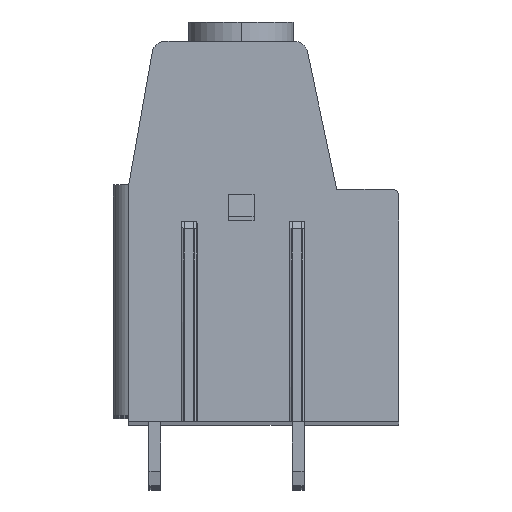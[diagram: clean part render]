
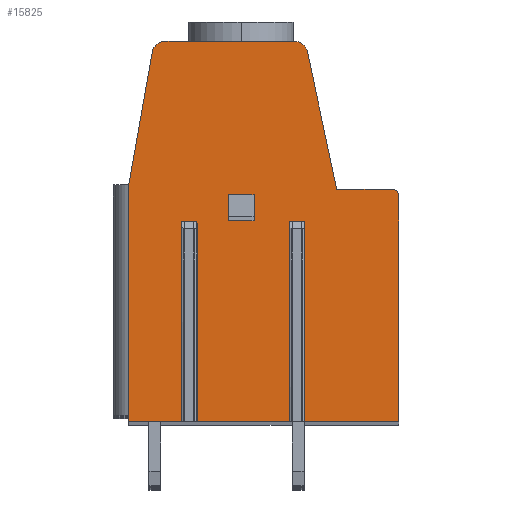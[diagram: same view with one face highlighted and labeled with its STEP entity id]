
A CAD part, top view. The second image highlights one B-rep face of the part: STEP entity #15825.
In plain terms, the highlighted planar face has unit normal (0, 0, 1).
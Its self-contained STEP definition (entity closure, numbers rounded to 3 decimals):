
#3768=DIRECTION('',(0.,1.,0.));
#3769=VECTOR('',#3768,2.);
#3770=CARTESIAN_POINT('',(-0.75,0.85,5.08));
#3771=LINE('',#3770,#3769);
#3772=DIRECTION('',(1.,0.,0.));
#3773=VECTOR('',#3772,2.);
#3774=CARTESIAN_POINT('',(-2.75,2.85,5.08));
#3775=LINE('',#3774,#3773);
#3776=DIRECTION('',(0.,1.,0.));
#3777=VECTOR('',#3776,2.);
#3778=CARTESIAN_POINT('',(-2.75,0.85,5.08));
#3779=LINE('',#3778,#3777);
#3780=DIRECTION('',(1.,0.,0.));
#3781=VECTOR('',#3780,2.);
#3782=CARTESIAN_POINT('',(-2.75,0.85,5.08));
#3783=LINE('',#3782,#3781);
#3784=CARTESIAN_POINT('',(2.386,13.65,5.08));
#3785=DIRECTION('',(0.,0.,1.));
#3786=DIRECTION('',(0.978,0.208,0.));
#3787=AXIS2_PLACEMENT_3D('',#3784,#3785,#3786);
#3789=DIRECTION('',(-0.208,0.978,0.));
#3790=VECTOR('',#3789,10.845);
#3791=CARTESIAN_POINT('',(5.619,3.25,5.08));
#3792=LINE('',#3791,#3790);
#3793=DIRECTION('',(-1.,0.,0.));
#3794=VECTOR('',#3793,4.281);
#3795=CARTESIAN_POINT('',(9.9,3.25,5.08));
#3796=LINE('',#3795,#3794);
#3797=CARTESIAN_POINT('',(9.9,2.75,5.08));
#3798=DIRECTION('',(0.,0.,1.));
#3799=DIRECTION('',(1.,0.,0.));
#3800=AXIS2_PLACEMENT_3D('',#3797,#3798,#3799);
#3802=DIRECTION('',(0.,1.,0.));
#3803=VECTOR('',#3802,17.4);
#3804=CARTESIAN_POINT('',(10.4,-14.65,5.08));
#3805=LINE('',#3804,#3803);
#3806=DIRECTION('',(1.,0.,0.));
#3807=VECTOR('',#3806,7.525);
#3808=CARTESIAN_POINT('',(2.875,-14.65,5.08));
#3809=LINE('',#3808,#3807);
#3810=DIRECTION('',(0.,1.,0.));
#3811=VECTOR('',#3810,15.4);
#3812=CARTESIAN_POINT('',(2.875,-14.65,5.08));
#3813=LINE('',#3812,#3811);
#3814=DIRECTION('',(1.,0.,0.));
#3815=VECTOR('',#3814,0.65);
#3816=CARTESIAN_POINT('',(2.225,0.75,5.08));
#3817=LINE('',#3816,#3815);
#3818=DIRECTION('',(0.,1.,0.));
#3819=VECTOR('',#3818,15.4);
#3820=CARTESIAN_POINT('',(2.225,-14.65,5.08));
#3821=LINE('',#3820,#3819);
#3822=DIRECTION('',(1.,0.,0.));
#3823=VECTOR('',#3822,7.65);
#3824=CARTESIAN_POINT('',(-5.425,-14.65,5.08));
#3825=LINE('',#3824,#3823);
#3826=DIRECTION('',(0.,1.,0.));
#3827=VECTOR('',#3826,15.4);
#3828=CARTESIAN_POINT('',(-5.425,-14.65,5.08));
#3829=LINE('',#3828,#3827);
#3830=DIRECTION('',(1.,0.,0.));
#3831=VECTOR('',#3830,0.65);
#3832=CARTESIAN_POINT('',(-6.075,0.75,5.08));
#3833=LINE('',#3832,#3831);
#3834=DIRECTION('',(0.,1.,0.));
#3835=VECTOR('',#3834,15.4);
#3836=CARTESIAN_POINT('',(-6.075,-14.65,5.08));
#3837=LINE('',#3836,#3835);
#3838=DIRECTION('',(1.,0.,0.));
#3839=VECTOR('',#3838,4.325);
#3840=CARTESIAN_POINT('',(-10.4,-14.65,5.08));
#3841=LINE('',#3840,#3839);
#3842=DIRECTION('',(0.,-1.,0.));
#3843=VECTOR('',#3842,18.25);
#3844=CARTESIAN_POINT('',(-10.4,3.6,5.08));
#3845=LINE('',#3844,#3843);
#3846=DIRECTION('',(-0.174,-0.985,0.));
#3847=VECTOR('',#3846,10.381);
#3848=CARTESIAN_POINT('',(-8.597,13.824,5.08));
#3849=LINE('',#3848,#3847);
#3850=CARTESIAN_POINT('',(-7.612,13.65,5.08));
#3851=DIRECTION('',(0.,0.,1.));
#3852=DIRECTION('',(0.,1.,0.));
#3853=AXIS2_PLACEMENT_3D('',#3850,#3851,#3852);
#3855=DIRECTION('',(-1.,0.,0.));
#3856=VECTOR('',#3855,9.998);
#3857=CARTESIAN_POINT('',(2.386,14.65,5.08));
#3858=LINE('',#3857,#3856);
#8896=CARTESIAN_POINT('',(-10.4,3.6,5.08));
#8897=CARTESIAN_POINT('',(-10.4,-14.65,5.08));
#8898=VERTEX_POINT('',#8896);
#8899=VERTEX_POINT('',#8897);
#8901=CARTESIAN_POINT('',(10.4,-14.65,5.08));
#8903=VERTEX_POINT('',#8901);
#8905=CARTESIAN_POINT('',(5.619,3.25,5.08));
#8907=VERTEX_POINT('',#8905);
#8948=CARTESIAN_POINT('',(-6.075,-14.65,5.08));
#8949=VERTEX_POINT('',#8948);
#8950=CARTESIAN_POINT('',(-5.425,-14.65,5.08));
#8951=CARTESIAN_POINT('',(2.225,-14.65,5.08));
#8952=VERTEX_POINT('',#8950);
#8953=VERTEX_POINT('',#8951);
#8954=CARTESIAN_POINT('',(2.875,-14.65,5.08));
#8955=VERTEX_POINT('',#8954);
#8956=CARTESIAN_POINT('',(-6.075,0.75,5.08));
#8957=CARTESIAN_POINT('',(-5.425,0.75,5.08));
#8958=VERTEX_POINT('',#8956);
#8959=VERTEX_POINT('',#8957);
#8960=CARTESIAN_POINT('',(2.225,0.75,5.08));
#8961=CARTESIAN_POINT('',(2.875,0.75,5.08));
#8962=VERTEX_POINT('',#8960);
#8963=VERTEX_POINT('',#8961);
#8982=CARTESIAN_POINT('',(-0.75,0.85,5.08));
#8983=CARTESIAN_POINT('',(-0.75,2.85,5.08));
#8984=VERTEX_POINT('',#8982);
#8985=VERTEX_POINT('',#8983);
#8986=CARTESIAN_POINT('',(-2.75,0.85,5.08));
#8987=CARTESIAN_POINT('',(-2.75,2.85,5.08));
#8988=VERTEX_POINT('',#8986);
#8989=VERTEX_POINT('',#8987);
#9113=CARTESIAN_POINT('',(3.364,13.858,5.08));
#9114=VERTEX_POINT('',#9113);
#9115=CARTESIAN_POINT('',(2.386,14.65,5.08));
#9116=VERTEX_POINT('',#9115);
#9121=CARTESIAN_POINT('',(-7.612,14.65,5.08));
#9122=CARTESIAN_POINT('',(-8.597,13.824,5.08));
#9123=VERTEX_POINT('',#9121);
#9124=VERTEX_POINT('',#9122);
#9129=CARTESIAN_POINT('',(10.4,2.75,5.08));
#9130=VERTEX_POINT('',#9129);
#9131=CARTESIAN_POINT('',(9.9,3.25,5.08));
#9132=VERTEX_POINT('',#9131);
#15784=CARTESIAN_POINT('',(0.,0.,5.08));
#15785=DIRECTION('',(0.,0.,1.));
#15786=DIRECTION('',(1.,0.,0.));
#15787=AXIS2_PLACEMENT_3D('',#15784,#15785,#15786);
#15788=PLANE('',#15787);
#15789=ORIENTED_EDGE('',*,*,#11581,.F.);
#15790=ORIENTED_EDGE('',*,*,#11597,.F.);
#15791=ORIENTED_EDGE('',*,*,#11609,.F.);
#15792=ORIENTED_EDGE('',*,*,#11624,.F.);
#15793=ORIENTED_EDGE('',*,*,#11639,.F.);
#15794=ORIENTED_EDGE('',*,*,#11863,.F.);
#15796=ORIENTED_EDGE('',*,*,#15795,.T.);
#15798=ORIENTED_EDGE('',*,*,#15797,.F.);
#15800=ORIENTED_EDGE('',*,*,#15799,.F.);
#15801=ORIENTED_EDGE('',*,*,#11847,.F.);
#15803=ORIENTED_EDGE('',*,*,#15802,.T.);
#15805=ORIENTED_EDGE('',*,*,#15804,.F.);
#15807=ORIENTED_EDGE('',*,*,#15806,.F.);
#15808=ORIENTED_EDGE('',*,*,#11831,.F.);
#15809=ORIENTED_EDGE('',*,*,#12577,.F.);
#15810=ORIENTED_EDGE('',*,*,#12699,.F.);
#15811=ORIENTED_EDGE('',*,*,#13101,.F.);
#15812=ORIENTED_EDGE('',*,*,#13344,.F.);
#15813=EDGE_LOOP('',(#15789,#15790,#15791,#15792,#15793,#15794,#15796,#15798,
#15800,#15801,#15803,#15805,#15807,#15808,#15809,#15810,#15811,#15812));
#15814=FACE_OUTER_BOUND('',#15813,.F.);
#15816=ORIENTED_EDGE('',*,*,#15815,.T.);
#15818=ORIENTED_EDGE('',*,*,#15817,.F.);
#15820=ORIENTED_EDGE('',*,*,#15819,.F.);
#15822=ORIENTED_EDGE('',*,*,#15821,.T.);
#15823=EDGE_LOOP('',(#15816,#15818,#15820,#15822));
#15824=FACE_BOUND('',#15823,.F.);
#3788=CIRCLE('',#3787,1.);
#3801=CIRCLE('',#3800,0.5);
#3854=CIRCLE('',#3853,1.);
#11581=EDGE_CURVE('',#9114,#9116,#3788,.T.);
#11597=EDGE_CURVE('',#8907,#9114,#3792,.T.);
#11609=EDGE_CURVE('',#9132,#8907,#3796,.T.);
#11624=EDGE_CURVE('',#9130,#9132,#3801,.T.);
#11639=EDGE_CURVE('',#8903,#9130,#3805,.T.);
#11831=EDGE_CURVE('',#8899,#8949,#3841,.T.);
#11847=EDGE_CURVE('',#8952,#8953,#3825,.T.);
#11863=EDGE_CURVE('',#8955,#8903,#3809,.T.);
#12577=EDGE_CURVE('',#8898,#8899,#3845,.T.);
#12699=EDGE_CURVE('',#9124,#8898,#3849,.T.);
#13101=EDGE_CURVE('',#9123,#9124,#3854,.T.);
#13344=EDGE_CURVE('',#9116,#9123,#3858,.T.);
#15795=EDGE_CURVE('',#8955,#8963,#3813,.T.);
#15797=EDGE_CURVE('',#8962,#8963,#3817,.T.);
#15799=EDGE_CURVE('',#8953,#8962,#3821,.T.);
#15802=EDGE_CURVE('',#8952,#8959,#3829,.T.);
#15804=EDGE_CURVE('',#8958,#8959,#3833,.T.);
#15806=EDGE_CURVE('',#8949,#8958,#3837,.T.);
#15815=EDGE_CURVE('',#8984,#8985,#3771,.T.);
#15817=EDGE_CURVE('',#8989,#8985,#3775,.T.);
#15819=EDGE_CURVE('',#8988,#8989,#3779,.T.);
#15821=EDGE_CURVE('',#8988,#8984,#3783,.T.);
#15825=ADVANCED_FACE('',(#15814,#15824),#15788,.T.);
